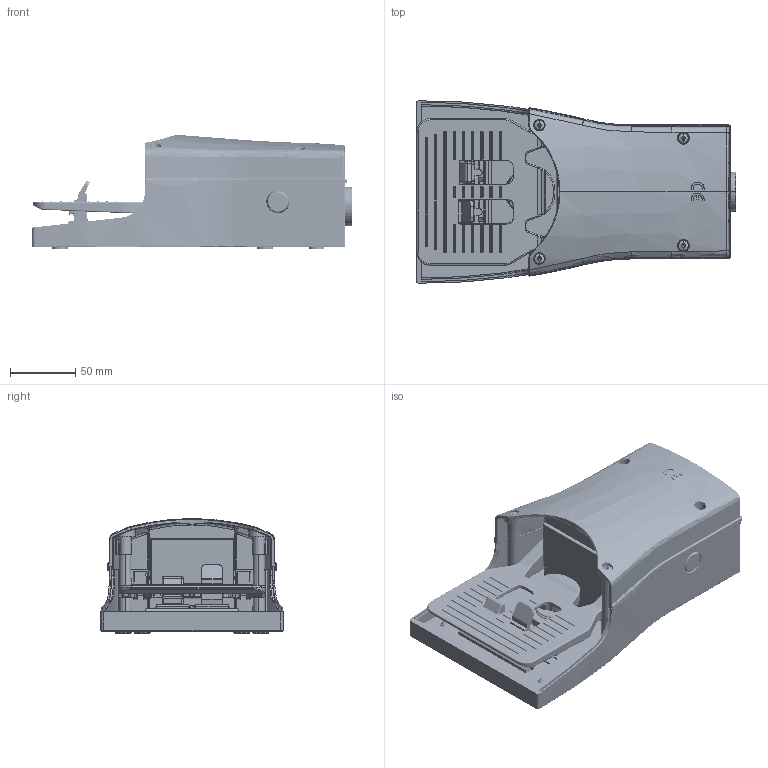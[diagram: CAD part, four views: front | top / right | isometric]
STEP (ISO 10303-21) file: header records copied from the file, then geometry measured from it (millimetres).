
FILE_DESCRIPTION(( 'PEDS_EEBS.STEP' ), '1');
FILE_NAME( 'PEDS EEBS.STEP', '2019-03-04T11:50:17',( 'Sopra'),('sopra-pneumatic.com'), 'SwSTEP 2.0','SolidWorks 2009','' );
FILE_SCHEMA (( 'AUTOMOTIVE_DESIGN' ));
Length unit declared in the file: millimetre
Products named in the file (1): 1_146_4n
Bounding box: 243.9 x 139.42 x 87.47 mm (x, y, z)
Volume: 404354.1 mm3; surface area: 252477.6 mm2
Topology: 6 solids, 6 shells, 4429 faces, 10778 edges, 6236 vertices
Faces by surface type: cylinder 1499, bspline 1250, plane 1038, cone 335, torus 172, sphere 135
Entity records: 245295 total; most frequent: CARTESIAN_POINT 140383, ORIENTED_EDGE 21196, DIRECTION 16894, EDGE_CURVE 10598, AXIS2_PLACEMENT_3D 6468, VERTEX_POINT 6236, EDGE_LOOP 4554, ADVANCED_FACE 4429
